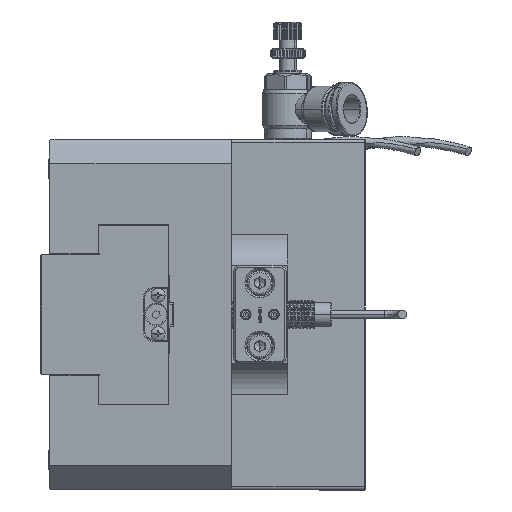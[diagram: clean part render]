
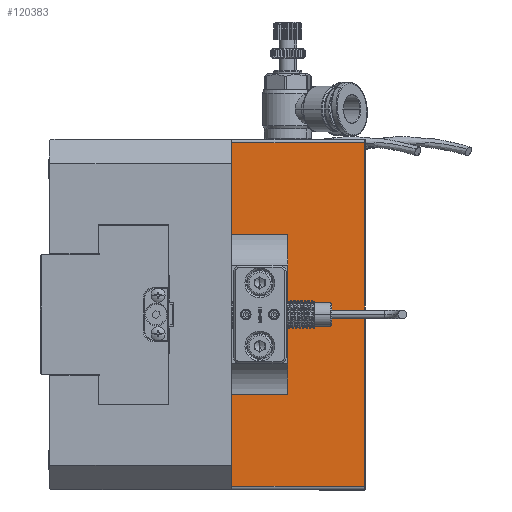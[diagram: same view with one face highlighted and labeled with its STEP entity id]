
A CAD part, left-side view. The second image highlights one B-rep face of the part: STEP entity #120383.
In plain terms, the highlighted planar face has unit normal (-1, 0, 0).
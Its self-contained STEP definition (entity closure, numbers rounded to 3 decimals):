
#1597 = DIRECTION ( 'NONE',  ( 0., 0., -1. ) ) ;
#2508 = CARTESIAN_POINT ( 'NONE',  ( -77., 38., -22.93 ) ) ;
#2562 = VECTOR ( 'NONE', #65843, 1000. ) ;
#2968 = CARTESIAN_POINT ( 'NONE',  ( -77., 22., -22.93 ) ) ;
#9783 = VERTEX_POINT ( 'NONE', #95792 ) ;
#12782 = CARTESIAN_POINT ( 'NONE',  ( -77., 0., 22.93 ) ) ;
#16191 = LINE ( 'NONE', #61084, #68098 ) ;
#17564 = CARTESIAN_POINT ( 'NONE',  ( -77., 22., 14. ) ) ;
#20113 = CARTESIAN_POINT ( 'NONE',  ( -77., 0.15, 49. ) ) ;
#21866 = EDGE_CURVE ( 'NONE', #65698, #9783, #126645, .T. ) ;
#23197 = DIRECTION ( 'NONE',  ( 0., -1., 0. ) ) ;
#25438 = CARTESIAN_POINT ( 'NONE',  ( -77., 38., -50. ) ) ;
#30696 = EDGE_CURVE ( 'NONE', #65698, #104432, #119417, .T. ) ;
#34635 = VERTEX_POINT ( 'NONE', #20113 ) ;
#36489 = AXIS2_PLACEMENT_3D ( 'NONE', #125705, #63707, #1597 ) ;
#37649 = ORIENTED_EDGE ( 'NONE', *, *, #125531, .T. ) ;
#41884 = LINE ( 'NONE', #41962, #66243 ) ;
#41933 = VECTOR ( 'NONE', #81167, 1000. ) ;
#41962 = CARTESIAN_POINT ( 'NONE',  ( -77., 0., -49. ) ) ;
#42859 = CARTESIAN_POINT ( 'NONE',  ( -77., 0.15, -49. ) ) ;
#43990 = VECTOR ( 'NONE', #57176, 1000. ) ;
#44116 = VERTEX_POINT ( 'NONE', #2508 ) ;
#45169 = LINE ( 'NONE', #70830, #41933 ) ;
#47337 = CARTESIAN_POINT ( 'NONE',  ( -77., 38., 22.93 ) ) ;
#49145 = ORIENTED_EDGE ( 'NONE', *, *, #99262, .T. ) ;
#49329 = VERTEX_POINT ( 'NONE', #42859 ) ;
#52369 = ORIENTED_EDGE ( 'NONE', *, *, #95764, .T. ) ;
#57176 = DIRECTION ( 'NONE',  ( 0., 0., 1. ) ) ;
#57868 = VECTOR ( 'NONE', #23197, 1000. ) ;
#61084 = CARTESIAN_POINT ( 'NONE',  ( -77., 0., -22.93 ) ) ;
#63265 = PLANE ( 'NONE',  #36489 ) ;
#63707 = DIRECTION ( 'NONE',  ( 1., 0., 0. ) ) ;
#65698 = VERTEX_POINT ( 'NONE', #47337 ) ;
#65843 = DIRECTION ( 'NONE',  ( 0., 0., 1. ) ) ;
#66243 = VECTOR ( 'NONE', #72355, 1000. ) ;
#66553 = LINE ( 'NONE', #17564, #118330 ) ;
#68098 = VECTOR ( 'NONE', #71478, 1000. ) ;
#70830 = CARTESIAN_POINT ( 'NONE',  ( -77., 0., 49. ) ) ;
#71478 = DIRECTION ( 'NONE',  ( 0., 1., 0. ) ) ;
#72075 = ORIENTED_EDGE ( 'NONE', *, *, #110407, .T. ) ;
#72355 = DIRECTION ( 'NONE',  ( 0., -1., 0. ) ) ;
#72590 = EDGE_LOOP ( 'NONE', ( #127744, #98215, #118654, #52369, #126677, #37649, #49145, #72075 ) ) ;
#81167 = DIRECTION ( 'NONE',  ( 0., 1., 0. ) ) ;
#82005 = VERTEX_POINT ( 'NONE', #2968 ) ;
#86630 = CARTESIAN_POINT ( 'NONE',  ( -77., 0.15, -50. ) ) ;
#87521 = DIRECTION ( 'NONE',  ( 0., 0., 1. ) ) ;
#87925 = CARTESIAN_POINT ( 'NONE',  ( -77., 38., -50. ) ) ;
#89623 = FACE_OUTER_BOUND ( 'NONE', #72590, .T. ) ;
#95764 = EDGE_CURVE ( 'NONE', #82005, #44116, #16191, .T. ) ;
#95792 = CARTESIAN_POINT ( 'NONE',  ( -77., 38., 49. ) ) ;
#98141 = VERTEX_POINT ( 'NONE', #131302 ) ;
#98215 = ORIENTED_EDGE ( 'NONE', *, *, #30696, .T. ) ;
#99262 = EDGE_CURVE ( 'NONE', #49329, #34635, #109571, .T. ) ;
#103977 = LINE ( 'NONE', #25438, #131464 ) ;
#104432 = VERTEX_POINT ( 'NONE', #105875 ) ;
#105875 = CARTESIAN_POINT ( 'NONE',  ( -77., 22., 22.93 ) ) ;
#108213 = EDGE_CURVE ( 'NONE', #98141, #44116, #103977, .T. ) ;
#109012 = EDGE_CURVE ( 'NONE', #104432, #82005, #66553, .T. ) ;
#109571 = LINE ( 'NONE', #86630, #2562 ) ;
#110407 = EDGE_CURVE ( 'NONE', #34635, #9783, #45169, .T. ) ;
#118330 = VECTOR ( 'NONE', #121292, 1000. ) ;
#118654 = ORIENTED_EDGE ( 'NONE', *, *, #109012, .T. ) ;
#119417 = LINE ( 'NONE', #12782, #57868 ) ;
#120383 = ADVANCED_FACE ( 'NONE', ( #89623 ), #63265, .F. ) ;
#121292 = DIRECTION ( 'NONE',  ( 0., 0., -1. ) ) ;
#125531 = EDGE_CURVE ( 'NONE', #98141, #49329, #41884, .T. ) ;
#125705 = CARTESIAN_POINT ( 'NONE',  ( -77., 0., -50. ) ) ;
#126645 = LINE ( 'NONE', #87925, #43990 ) ;
#126677 = ORIENTED_EDGE ( 'NONE', *, *, #108213, .F. ) ;
#127744 = ORIENTED_EDGE ( 'NONE', *, *, #21866, .F. ) ;
#131302 = CARTESIAN_POINT ( 'NONE',  ( -77., 38., -49. ) ) ;
#131464 = VECTOR ( 'NONE', #87521, 1000. ) ;
